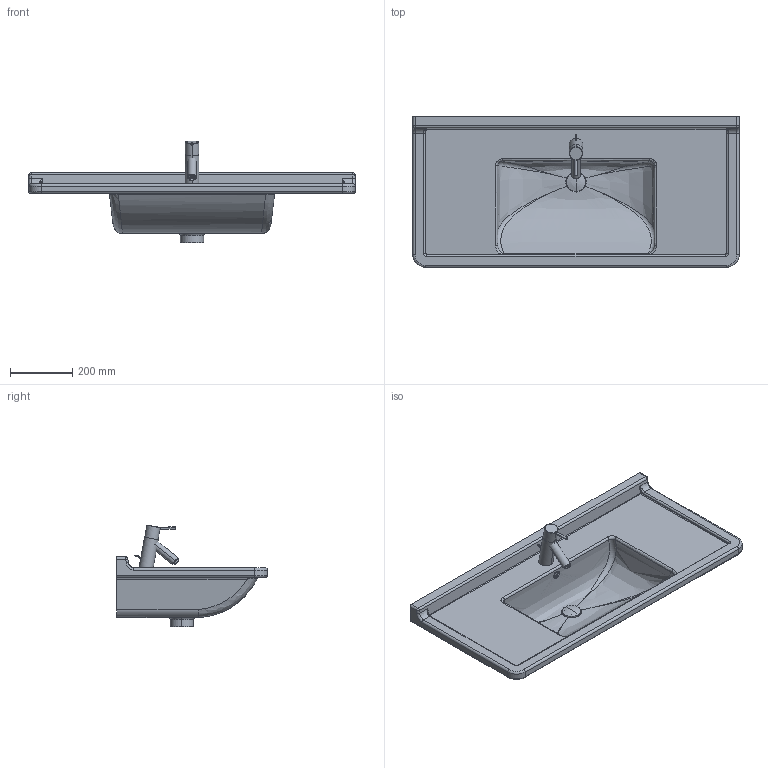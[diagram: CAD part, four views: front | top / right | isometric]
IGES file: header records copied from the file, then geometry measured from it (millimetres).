
Global section: file name: No Iges File Name specified; native system: AutoDesk Inventor R11.0; preprocessor: AutoDesk Inventor Iges Exporter R11.0; author: No Author specified; organization: No Organization specified; date: 20070725.164206; units: millimetre
Bounding box: 1050 x 485 x 327.4 mm (x, y, z)
Volume: 18760627.2 mm3; surface area: 1691328.5 mm2
Topology: 8 solids, 8 shells, 220 faces, 527 edges, 317 vertices
Faces by surface type: cylinder 56, plane 54, bspline 46, revolution 32, torus 26, sphere 4, cone 2
